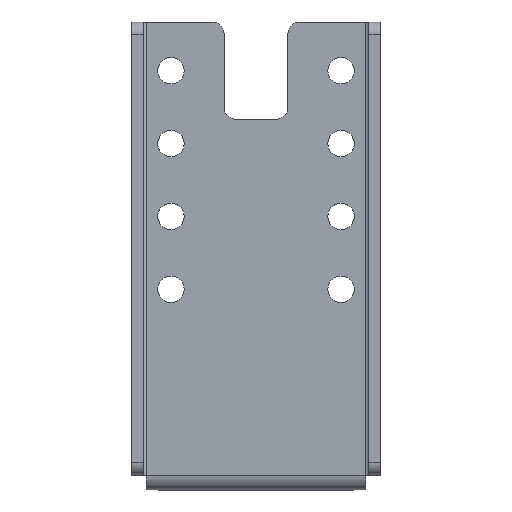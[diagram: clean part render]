
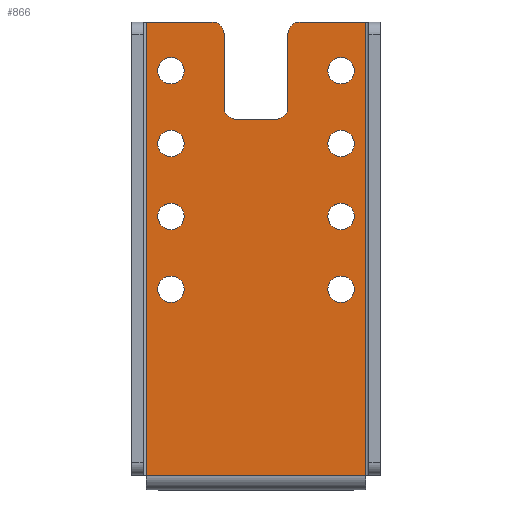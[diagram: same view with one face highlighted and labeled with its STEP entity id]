
A CAD part, top view. The second image highlights one B-rep face of the part: STEP entity #866.
In plain terms, the highlighted planar face has unit normal (0, 0, 1).
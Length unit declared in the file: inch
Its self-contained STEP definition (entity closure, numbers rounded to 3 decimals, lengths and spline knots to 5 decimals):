
#23=FACE_BOUND('',#139,.T.);
#24=FACE_BOUND('',#140,.T.);
#25=FACE_BOUND('',#141,.T.);
#26=FACE_BOUND('',#142,.T.);
#27=FACE_BOUND('',#143,.T.);
#28=FACE_BOUND('',#144,.T.);
#29=FACE_BOUND('',#145,.T.);
#30=FACE_BOUND('',#146,.T.);
#48=PLANE('',#954);
#78=FACE_OUTER_BOUND('',#138,.T.);
#138=EDGE_LOOP('',(#637,#638,#639,#640,#641,#642,#643,#644,#645,#646,#647,
#648));
#139=EDGE_LOOP('',(#649));
#140=EDGE_LOOP('',(#650));
#141=EDGE_LOOP('',(#651));
#142=EDGE_LOOP('',(#652));
#143=EDGE_LOOP('',(#653));
#144=EDGE_LOOP('',(#654));
#145=EDGE_LOOP('',(#655));
#146=EDGE_LOOP('',(#656));
#215=LINE('',#1363,#283);
#220=LINE('',#1376,#288);
#223=LINE('',#1385,#291);
#224=LINE('',#1387,#292);
#225=LINE('',#1389,#293);
#226=LINE('',#1391,#294);
#227=LINE('',#1392,#295);
#228=LINE('',#1393,#296);
#283=VECTOR('',#1079,0.3937);
#288=VECTOR('',#1094,0.3937);
#291=VECTOR('',#1103,0.3937);
#292=VECTOR('',#1104,0.3937);
#293=VECTOR('',#1105,0.3937);
#294=VECTOR('',#1106,0.3937);
#295=VECTOR('',#1107,0.3937);
#296=VECTOR('',#1108,0.3937);
#342=CIRCLE('',#933,0.125);
#354=CIRCLE('',#948,0.125);
#355=CIRCLE('',#950,0.125);
#356=CIRCLE('',#953,0.125);
#357=CIRCLE('',#955,0.136);
#358=CIRCLE('',#956,0.136);
#359=CIRCLE('',#957,0.136);
#360=CIRCLE('',#958,0.136);
#361=CIRCLE('',#959,0.136);
#362=CIRCLE('',#960,0.136);
#363=CIRCLE('',#961,0.136);
#364=CIRCLE('',#962,0.136);
#395=VERTEX_POINT('',#1318);
#396=VERTEX_POINT('',#1320);
#415=VERTEX_POINT('',#1362);
#416=VERTEX_POINT('',#1366);
#417=VERTEX_POINT('',#1370);
#418=VERTEX_POINT('',#1372);
#419=VERTEX_POINT('',#1378);
#420=VERTEX_POINT('',#1379);
#421=VERTEX_POINT('',#1384);
#422=VERTEX_POINT('',#1386);
#423=VERTEX_POINT('',#1388);
#424=VERTEX_POINT('',#1390);
#425=VERTEX_POINT('',#1394);
#426=VERTEX_POINT('',#1396);
#427=VERTEX_POINT('',#1398);
#428=VERTEX_POINT('',#1400);
#429=VERTEX_POINT('',#1402);
#430=VERTEX_POINT('',#1404);
#431=VERTEX_POINT('',#1406);
#432=VERTEX_POINT('',#1408);
#475=EDGE_CURVE('',#395,#396,#342,.T.);
#496=EDGE_CURVE('',#415,#396,#215,.T.);
#498=EDGE_CURVE('',#415,#416,#354,.T.);
#501=EDGE_CURVE('',#417,#418,#355,.T.);
#503=EDGE_CURVE('',#417,#416,#220,.T.);
#504=EDGE_CURVE('',#419,#420,#356,.T.);
#507=EDGE_CURVE('',#421,#395,#223,.T.);
#508=EDGE_CURVE('',#421,#422,#224,.T.);
#509=EDGE_CURVE('',#422,#423,#225,.T.);
#510=EDGE_CURVE('',#423,#424,#226,.T.);
#511=EDGE_CURVE('',#420,#424,#227,.T.);
#512=EDGE_CURVE('',#419,#418,#228,.T.);
#513=EDGE_CURVE('',#425,#425,#357,.T.);
#514=EDGE_CURVE('',#426,#426,#358,.T.);
#515=EDGE_CURVE('',#427,#427,#359,.T.);
#516=EDGE_CURVE('',#428,#428,#360,.T.);
#517=EDGE_CURVE('',#429,#429,#361,.T.);
#518=EDGE_CURVE('',#430,#430,#362,.T.);
#519=EDGE_CURVE('',#431,#431,#363,.T.);
#520=EDGE_CURVE('',#432,#432,#364,.T.);
#637=ORIENTED_EDGE('',*,*,#475,.F.);
#638=ORIENTED_EDGE('',*,*,#507,.F.);
#639=ORIENTED_EDGE('',*,*,#508,.T.);
#640=ORIENTED_EDGE('',*,*,#509,.T.);
#641=ORIENTED_EDGE('',*,*,#510,.T.);
#642=ORIENTED_EDGE('',*,*,#511,.F.);
#643=ORIENTED_EDGE('',*,*,#504,.F.);
#644=ORIENTED_EDGE('',*,*,#512,.T.);
#645=ORIENTED_EDGE('',*,*,#501,.F.);
#646=ORIENTED_EDGE('',*,*,#503,.T.);
#647=ORIENTED_EDGE('',*,*,#498,.F.);
#648=ORIENTED_EDGE('',*,*,#496,.T.);
#649=ORIENTED_EDGE('',*,*,#513,.T.);
#650=ORIENTED_EDGE('',*,*,#514,.T.);
#651=ORIENTED_EDGE('',*,*,#515,.T.);
#652=ORIENTED_EDGE('',*,*,#516,.T.);
#653=ORIENTED_EDGE('',*,*,#517,.T.);
#654=ORIENTED_EDGE('',*,*,#518,.T.);
#655=ORIENTED_EDGE('',*,*,#519,.T.);
#656=ORIENTED_EDGE('',*,*,#520,.T.);
#866=ADVANCED_FACE('',(#78,#23,#24,#25,#26,#27,#28,#29,#30),#48,.T.);
#933=AXIS2_PLACEMENT_3D('',#1321,#1042,#1043);
#948=AXIS2_PLACEMENT_3D('',#1367,#1083,#1084);
#950=AXIS2_PLACEMENT_3D('',#1373,#1089,#1090);
#953=AXIS2_PLACEMENT_3D('',#1380,#1097,#1098);
#954=AXIS2_PLACEMENT_3D('',#1383,#1101,#1102);
#955=AXIS2_PLACEMENT_3D('',#1395,#1109,#1110);
#956=AXIS2_PLACEMENT_3D('',#1397,#1111,#1112);
#957=AXIS2_PLACEMENT_3D('',#1399,#1113,#1114);
#958=AXIS2_PLACEMENT_3D('',#1401,#1115,#1116);
#959=AXIS2_PLACEMENT_3D('',#1403,#1117,#1118);
#960=AXIS2_PLACEMENT_3D('',#1405,#1119,#1120);
#961=AXIS2_PLACEMENT_3D('',#1407,#1121,#1122);
#962=AXIS2_PLACEMENT_3D('',#1409,#1123,#1124);
#1042=DIRECTION('center_axis',(0.,0.,-1.));
#1043=DIRECTION('ref_axis',(0.707,0.707,0.));
#1079=DIRECTION('',(0.,1.,0.));
#1083=DIRECTION('center_axis',(0.,0.,1.));
#1084=DIRECTION('ref_axis',(-0.707,-0.707,0.));
#1089=DIRECTION('center_axis',(0.,0.,1.));
#1090=DIRECTION('ref_axis',(0.707,-0.707,0.));
#1094=DIRECTION('',(-1.,0.,0.));
#1097=DIRECTION('center_axis',(0.,0.,-1.));
#1098=DIRECTION('ref_axis',(-0.707,0.707,0.));
#1101=DIRECTION('center_axis',(0.,0.,1.));
#1102=DIRECTION('ref_axis',(1.,0.,0.));
#1103=DIRECTION('',(1.,0.,0.));
#1104=DIRECTION('',(0.,-1.,0.));
#1105=DIRECTION('',(1.,0.,0.));
#1106=DIRECTION('',(0.,1.,0.));
#1107=DIRECTION('',(1.,0.,0.));
#1108=DIRECTION('',(0.,-1.,0.));
#1109=DIRECTION('center_axis',(0.,0.,-1.));
#1110=DIRECTION('ref_axis',(-1.,0.,0.));
#1111=DIRECTION('center_axis',(0.,0.,-1.));
#1112=DIRECTION('ref_axis',(-1.,0.,0.));
#1113=DIRECTION('center_axis',(0.,0.,-1.));
#1114=DIRECTION('ref_axis',(-1.,0.,0.));
#1115=DIRECTION('center_axis',(0.,0.,-1.));
#1116=DIRECTION('ref_axis',(-1.,0.,0.));
#1117=DIRECTION('center_axis',(0.,0.,-1.));
#1118=DIRECTION('ref_axis',(-1.,0.,0.));
#1119=DIRECTION('center_axis',(0.,0.,-1.));
#1120=DIRECTION('ref_axis',(-1.,0.,0.));
#1121=DIRECTION('center_axis',(0.,0.,-1.));
#1122=DIRECTION('ref_axis',(-1.,0.,0.));
#1123=DIRECTION('center_axis',(0.,0.,-1.));
#1124=DIRECTION('ref_axis',(-1.,0.,0.));
#1318=CARTESIAN_POINT('',(-0.45313,1.625,0.12));
#1320=CARTESIAN_POINT('',(-0.32813,1.5,0.12));
#1321=CARTESIAN_POINT('Origin',(-0.45313,1.5,0.12));
#1362=CARTESIAN_POINT('',(-0.32813,0.75,0.12));
#1363=CARTESIAN_POINT('',(-0.32813,0.42188,0.12));
#1366=CARTESIAN_POINT('',(-0.20313,0.625,0.12));
#1367=CARTESIAN_POINT('Origin',(-0.20313,0.75,0.12));
#1370=CARTESIAN_POINT('',(0.20313,0.625,0.12));
#1372=CARTESIAN_POINT('',(0.32813,0.75,0.12));
#1373=CARTESIAN_POINT('Origin',(0.20313,0.75,0.12));
#1376=CARTESIAN_POINT('',(-0.16406,0.625,0.12));
#1378=CARTESIAN_POINT('',(0.32813,1.5,0.12));
#1379=CARTESIAN_POINT('',(0.45313,1.625,0.12));
#1380=CARTESIAN_POINT('Origin',(0.45313,1.5,0.12));
#1383=CARTESIAN_POINT('Origin',(0.,-0.78125,0.12));
#1384=CARTESIAN_POINT('',(-1.1305,1.625,0.12));
#1385=CARTESIAN_POINT('',(-1.1605,1.625,0.12));
#1386=CARTESIAN_POINT('',(-1.1305,-3.0375,0.12));
#1387=CARTESIAN_POINT('',(-1.1305,-1.98438,0.12));
#1388=CARTESIAN_POINT('',(1.1305,-3.0375,0.12));
#1389=CARTESIAN_POINT('',(-0.56525,-3.0375,0.12));
#1390=CARTESIAN_POINT('',(1.1305,1.625,0.12));
#1391=CARTESIAN_POINT('',(1.1305,-1.98438,0.12));
#1392=CARTESIAN_POINT('',(-1.1605,1.625,0.12));
#1393=CARTESIAN_POINT('',(0.32813,-0.07812,0.12));
#1394=CARTESIAN_POINT('',(0.739,-1.125,0.12));
#1395=CARTESIAN_POINT('Origin',(0.875,-1.125,0.12));
#1396=CARTESIAN_POINT('',(-1.011,-0.375,0.12));
#1397=CARTESIAN_POINT('Origin',(-0.875,-0.375,0.12));
#1398=CARTESIAN_POINT('',(-1.011,1.125,0.12));
#1399=CARTESIAN_POINT('Origin',(-0.875,1.125,0.12));
#1400=CARTESIAN_POINT('',(0.739,0.375,0.12));
#1401=CARTESIAN_POINT('Origin',(0.875,0.375,0.12));
#1402=CARTESIAN_POINT('',(0.739,-0.375,0.12));
#1403=CARTESIAN_POINT('Origin',(0.875,-0.375,0.12));
#1404=CARTESIAN_POINT('',(0.739,1.125,0.12));
#1405=CARTESIAN_POINT('Origin',(0.875,1.125,0.12));
#1406=CARTESIAN_POINT('',(-1.011,0.375,0.12));
#1407=CARTESIAN_POINT('Origin',(-0.875,0.375,0.12));
#1408=CARTESIAN_POINT('',(-1.011,-1.125,0.12));
#1409=CARTESIAN_POINT('Origin',(-0.875,-1.125,0.12));
